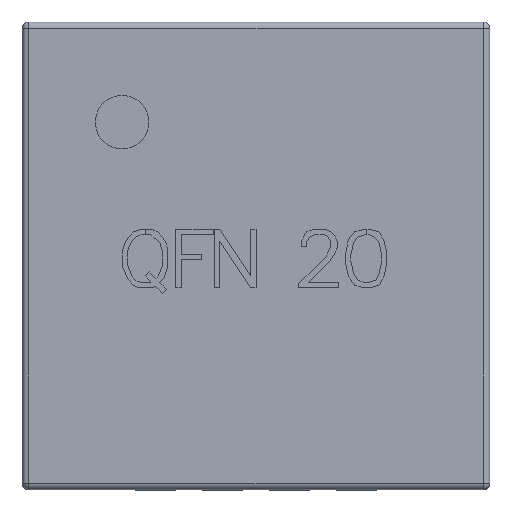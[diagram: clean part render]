
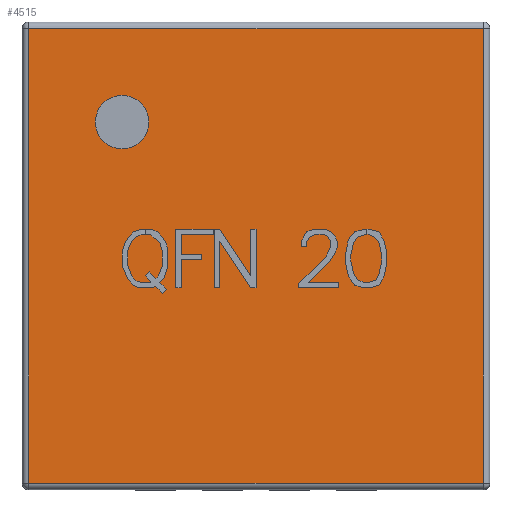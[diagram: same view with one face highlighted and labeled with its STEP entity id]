
A CAD part, top view. The second image highlights one B-rep face of the part: STEP entity #4515.
In plain terms, the highlighted planar face has unit normal (0, 0, 1).
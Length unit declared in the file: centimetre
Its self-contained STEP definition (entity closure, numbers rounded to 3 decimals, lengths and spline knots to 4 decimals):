
#375=FACE_OUTER_BOUND('',#613,.T.);
#613=EDGE_LOOP('',(#3569,#3570,#3571,#3572));
#1015=LINE('',#6827,#1612);
#1023=LINE('',#6852,#1620);
#1025=LINE('',#6863,#1622);
#1030=LINE('',#6877,#1627);
#1612=VECTOR('',#5539,0.34);
#1620=VECTOR('',#5563,0.34);
#1622=VECTOR('',#5577,0.34);
#1627=VECTOR('',#5598,0.34);
#2118=VERTEX_POINT('',#6819);
#2120=VERTEX_POINT('',#6825);
#2129=VERTEX_POINT('',#6851);
#2132=VERTEX_POINT('',#6861);
#2626=EDGE_CURVE('',#2120,#2118,#1015,.T.);
#2638=EDGE_CURVE('',#2118,#2129,#1023,.T.);
#2644=EDGE_CURVE('',#2132,#2120,#1025,.T.);
#2652=EDGE_CURVE('',#2129,#2132,#1030,.T.);
#3569=ORIENTED_EDGE('',*,*,#2638,.F.);
#3570=ORIENTED_EDGE('',*,*,#2626,.F.);
#3571=ORIENTED_EDGE('',*,*,#2644,.F.);
#3572=ORIENTED_EDGE('',*,*,#2652,.F.);
#4279=PLANE('',#4809);
#4515=ADVANCED_FACE('',(#375),#4279,.F.);
#4809=AXIS2_PLACEMENT_3D('',#6876,#5596,#5597);
#5539=DIRECTION('',(-1.,0.,0.));
#5563=DIRECTION('',(0.,1.,0.));
#5577=DIRECTION('',(0.,-1.,0.));
#5596=DIRECTION('center_axis',(0.,0.,-1.));
#5597=DIRECTION('ref_axis',(-1.,0.,0.));
#5598=DIRECTION('',(1.,0.,0.));
#6819=CARTESIAN_POINT('',(-0.17,-0.17,0.09));
#6825=CARTESIAN_POINT('',(0.17,-0.17,0.09));
#6827=CARTESIAN_POINT('',(-0.15,-0.17,0.09));
#6851=CARTESIAN_POINT('',(-0.17,0.17,0.09));
#6852=CARTESIAN_POINT('',(-0.17,0.15,0.09));
#6861=CARTESIAN_POINT('',(0.17,0.17,0.09));
#6863=CARTESIAN_POINT('',(0.17,0.,0.09));
#6876=CARTESIAN_POINT('Origin',(-0.15,0.15,0.09));
#6877=CARTESIAN_POINT('',(0.,0.17,0.09));
